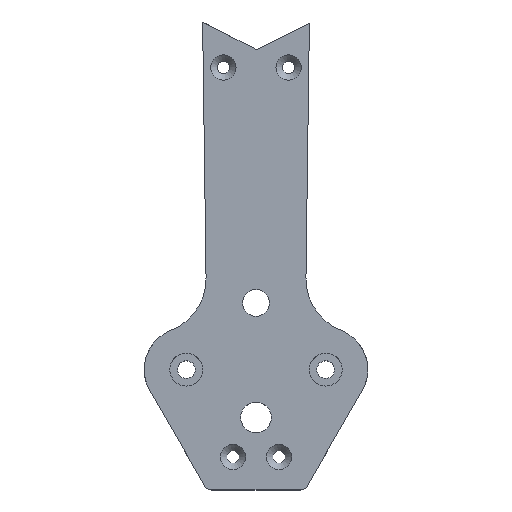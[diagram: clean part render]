
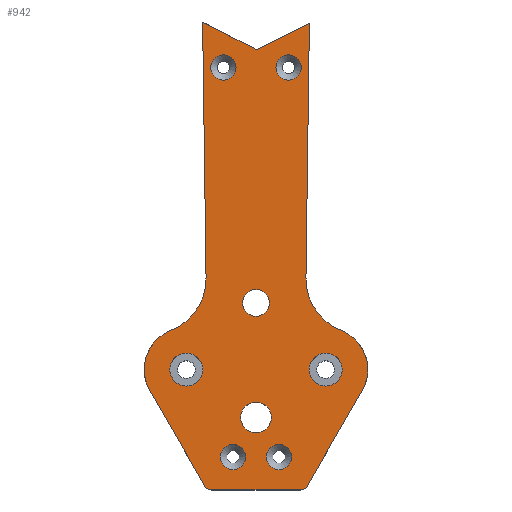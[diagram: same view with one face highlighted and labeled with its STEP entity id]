
A CAD part, top view. The second image highlights one B-rep face of the part: STEP entity #942.
In plain terms, the highlighted planar face has unit normal (0, 0, 1).
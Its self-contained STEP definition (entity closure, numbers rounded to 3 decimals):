
#35=FACE_BOUND('',#168,.T.);
#36=FACE_BOUND('',#169,.T.);
#37=FACE_BOUND('',#170,.T.);
#38=FACE_BOUND('',#171,.T.);
#39=FACE_BOUND('',#172,.T.);
#40=FACE_BOUND('',#173,.T.);
#41=FACE_BOUND('',#174,.T.);
#42=FACE_BOUND('',#175,.T.);
#61=PLANE('',#1054);
#106=FACE_OUTER_BOUND('',#167,.T.);
#167=EDGE_LOOP('',(#793,#794,#795,#796,#797,#798,#799,#800,#801,#802,#803,
#804,#805,#806));
#168=EDGE_LOOP('',(#807));
#169=EDGE_LOOP('',(#808));
#170=EDGE_LOOP('',(#809));
#171=EDGE_LOOP('',(#810));
#172=EDGE_LOOP('',(#811));
#173=EDGE_LOOP('',(#812));
#174=EDGE_LOOP('',(#813));
#175=EDGE_LOOP('',(#814));
#211=LINE('',#1466,#284);
#213=LINE('',#1472,#286);
#219=LINE('',#1482,#292);
#223=LINE('',#1496,#296);
#254=LINE('',#1615,#327);
#255=LINE('',#1617,#328);
#256=LINE('',#1618,#329);
#284=VECTOR('',#1163,1000.);
#286=VECTOR('',#1167,1000.);
#292=VECTOR('',#1175,1000.);
#296=VECTOR('',#1191,1000.);
#327=VECTOR('',#1318,1000.);
#328=VECTOR('',#1319,1000.);
#329=VECTOR('',#1320,1000.);
#341=CIRCLE('',#973,4.3);
#344=CIRCLE('',#978,4.3);
#349=CIRCLE('',#987,3.5);
#361=CIRCLE('',#1001,14.5);
#362=CIRCLE('',#1006,2.);
#363=CIRCLE('',#1012,2.);
#369=CIRCLE('',#1021,3.3);
#371=CIRCLE('',#1025,3.3);
#373=CIRCLE('',#1029,3.3);
#375=CIRCLE('',#1033,3.3);
#384=CIRCLE('',#1055,14.5);
#385=CIRCLE('',#1056,11.);
#386=CIRCLE('',#1057,11.);
#387=CIRCLE('',#1058,11.);
#388=CIRCLE('',#1059,4.);
#397=VERTEX_POINT('',#1382);
#400=VERTEX_POINT('',#1391);
#405=VERTEX_POINT('',#1408);
#423=VERTEX_POINT('',#1447);
#424=VERTEX_POINT('',#1448);
#428=VERTEX_POINT('',#1464);
#429=VERTEX_POINT('',#1468);
#431=VERTEX_POINT('',#1471);
#433=VERTEX_POINT('',#1477);
#434=VERTEX_POINT('',#1480);
#435=VERTEX_POINT('',#1484);
#438=VERTEX_POINT('',#1494);
#449=VERTEX_POINT('',#1523);
#451=VERTEX_POINT('',#1531);
#453=VERTEX_POINT('',#1539);
#455=VERTEX_POINT('',#1547);
#469=VERTEX_POINT('',#1607);
#470=VERTEX_POINT('',#1608);
#471=VERTEX_POINT('',#1610);
#472=VERTEX_POINT('',#1614);
#473=VERTEX_POINT('',#1616);
#474=VERTEX_POINT('',#1619);
#483=EDGE_CURVE('',#397,#397,#341,.T.);
#487=EDGE_CURVE('',#400,#400,#344,.T.);
#495=EDGE_CURVE('',#405,#405,#349,.T.);
#514=EDGE_CURVE('',#423,#424,#361,.T.);
#521=EDGE_CURVE('',#423,#428,#211,.T.);
#523=EDGE_CURVE('',#431,#429,#213,.T.);
#529=EDGE_CURVE('',#433,#434,#219,.T.);
#530=EDGE_CURVE('',#433,#435,#362,.T.);
#536=EDGE_CURVE('',#435,#438,#223,.T.);
#537=EDGE_CURVE('',#438,#429,#363,.T.);
#550=EDGE_CURVE('',#449,#449,#369,.T.);
#554=EDGE_CURVE('',#451,#451,#371,.T.);
#558=EDGE_CURVE('',#453,#453,#373,.T.);
#562=EDGE_CURVE('',#455,#455,#375,.T.);
#589=EDGE_CURVE('',#469,#470,#384,.T.);
#590=EDGE_CURVE('',#469,#471,#385,.T.);
#591=EDGE_CURVE('',#471,#431,#386,.T.);
#592=EDGE_CURVE('',#434,#424,#387,.T.);
#593=EDGE_CURVE('',#428,#472,#254,.T.);
#594=EDGE_CURVE('',#472,#473,#255,.T.);
#595=EDGE_CURVE('',#473,#470,#256,.T.);
#596=EDGE_CURVE('',#474,#474,#388,.T.);
#793=ORIENTED_EDGE('',*,*,#589,.F.);
#794=ORIENTED_EDGE('',*,*,#590,.T.);
#795=ORIENTED_EDGE('',*,*,#591,.T.);
#796=ORIENTED_EDGE('',*,*,#523,.T.);
#797=ORIENTED_EDGE('',*,*,#537,.F.);
#798=ORIENTED_EDGE('',*,*,#536,.F.);
#799=ORIENTED_EDGE('',*,*,#530,.F.);
#800=ORIENTED_EDGE('',*,*,#529,.T.);
#801=ORIENTED_EDGE('',*,*,#592,.T.);
#802=ORIENTED_EDGE('',*,*,#514,.F.);
#803=ORIENTED_EDGE('',*,*,#521,.T.);
#804=ORIENTED_EDGE('',*,*,#593,.T.);
#805=ORIENTED_EDGE('',*,*,#594,.T.);
#806=ORIENTED_EDGE('',*,*,#595,.T.);
#807=ORIENTED_EDGE('',*,*,#483,.T.);
#808=ORIENTED_EDGE('',*,*,#487,.T.);
#809=ORIENTED_EDGE('',*,*,#495,.T.);
#810=ORIENTED_EDGE('',*,*,#554,.F.);
#811=ORIENTED_EDGE('',*,*,#550,.F.);
#812=ORIENTED_EDGE('',*,*,#558,.F.);
#813=ORIENTED_EDGE('',*,*,#562,.F.);
#814=ORIENTED_EDGE('',*,*,#596,.T.);
#942=ADVANCED_FACE('',(#106,#35,#36,#37,#38,#39,#40,#41,#42),#61,.T.);
#973=AXIS2_PLACEMENT_3D('',#1383,#1087,#1088);
#978=AXIS2_PLACEMENT_3D('',#1392,#1098,#1099);
#987=AXIS2_PLACEMENT_3D('',#1409,#1119,#1120);
#1001=AXIS2_PLACEMENT_3D('',#1449,#1154,#1155);
#1006=AXIS2_PLACEMENT_3D('',#1485,#1178,#1179);
#1012=AXIS2_PLACEMENT_3D('',#1498,#1194,#1195);
#1021=AXIS2_PLACEMENT_3D('',#1525,#1219,#1220);
#1025=AXIS2_PLACEMENT_3D('',#1533,#1229,#1230);
#1029=AXIS2_PLACEMENT_3D('',#1541,#1239,#1240);
#1033=AXIS2_PLACEMENT_3D('',#1549,#1249,#1250);
#1054=AXIS2_PLACEMENT_3D('',#1606,#1308,#1309);
#1055=AXIS2_PLACEMENT_3D('',#1609,#1310,#1311);
#1056=AXIS2_PLACEMENT_3D('',#1611,#1312,#1313);
#1057=AXIS2_PLACEMENT_3D('',#1612,#1314,#1315);
#1058=AXIS2_PLACEMENT_3D('',#1613,#1316,#1317);
#1059=AXIS2_PLACEMENT_3D('',#1620,#1321,#1322);
#1087=DIRECTION('center_axis',(0.,0.,-1.));
#1088=DIRECTION('ref_axis',(1.,0.,0.));
#1098=DIRECTION('center_axis',(0.,0.,-1.));
#1099=DIRECTION('ref_axis',(1.,0.,0.));
#1119=DIRECTION('center_axis',(0.,0.,-1.));
#1120=DIRECTION('ref_axis',(1.,0.,0.));
#1154=DIRECTION('center_axis',(0.,0.,1.));
#1155=DIRECTION('ref_axis',(-0.83,-0.557,0.));
#1163=DIRECTION('',(0.013,1.,0.));
#1167=DIRECTION('',(0.5,-0.866,0.));
#1175=DIRECTION('',(0.5,0.866,0.));
#1178=DIRECTION('center_axis',(0.,0.,-1.));
#1179=DIRECTION('ref_axis',(0.5,-0.866,0.));
#1191=DIRECTION('',(-1.,0.,0.));
#1194=DIRECTION('center_axis',(0.,0.,-1.));
#1195=DIRECTION('ref_axis',(-0.5,-0.866,0.));
#1219=DIRECTION('center_axis',(0.,0.,1.));
#1220=DIRECTION('ref_axis',(-1.,0.,0.));
#1229=DIRECTION('center_axis',(0.,0.,1.));
#1230=DIRECTION('ref_axis',(-1.,0.,0.));
#1239=DIRECTION('center_axis',(0.,0.,1.));
#1240=DIRECTION('ref_axis',(-1.,0.,0.));
#1249=DIRECTION('center_axis',(0.,0.,1.));
#1250=DIRECTION('ref_axis',(-1.,0.,0.));
#1308=DIRECTION('center_axis',(0.,0.,1.));
#1309=DIRECTION('ref_axis',(-1.,0.,0.));
#1310=DIRECTION('center_axis',(0.,0.,1.));
#1311=DIRECTION('ref_axis',(0.83,-0.557,0.));
#1312=DIRECTION('center_axis',(0.,0.,1.));
#1313=DIRECTION('ref_axis',(1.,0.,0.));
#1314=DIRECTION('center_axis',(0.,0.,1.));
#1315=DIRECTION('ref_axis',(1.,0.,0.));
#1316=DIRECTION('center_axis',(0.,0.,1.));
#1317=DIRECTION('ref_axis',(1.,0.,0.));
#1318=DIRECTION('',(-0.898,-0.441,0.));
#1319=DIRECTION('',(-0.889,0.457,0.));
#1320=DIRECTION('',(0.013,-1.,0.));
#1321=DIRECTION('center_axis',(0.,0.,-1.));
#1322=DIRECTION('ref_axis',(-1.,0.,0.));
#1382=CARTESIAN_POINT('',(18.413,51.201,23.));
#1383=CARTESIAN_POINT('Origin',(22.713,51.201,23.));
#1391=CARTESIAN_POINT('',(-17.923,51.201,23.));
#1392=CARTESIAN_POINT('Origin',(-13.623,51.201,23.));
#1408=CARTESIAN_POINT('',(1.045,68.601,23.));
#1409=CARTESIAN_POINT('Origin',(4.545,68.601,23.));
#1447=CARTESIAN_POINT('',(17.573,75.116,23.));
#1448=CARTESIAN_POINT('',(26.75,61.433,23.));
#1449=CARTESIAN_POINT('Origin',(32.072,74.921,23.));
#1464=CARTESIAN_POINT('',(18.464,141.487,23.));
#1466=CARTESIAN_POINT('',(19.545,222.05,23.));
#1468=CARTESIAN_POINT('',(-8.759,20.799,23.));
#1471=CARTESIAN_POINT('',(-23.147,45.697,23.));
#1472=CARTESIAN_POINT('',(-7.95,19.4,23.));
#1477=CARTESIAN_POINT('',(17.849,20.799,23.));
#1480=CARTESIAN_POINT('',(32.237,45.697,23.));
#1482=CARTESIAN_POINT('',(17.04,19.4,23.));
#1484=CARTESIAN_POINT('',(16.117,19.8,23.));
#1485=CARTESIAN_POINT('Origin',(16.117,21.8,23.));
#1494=CARTESIAN_POINT('',(-7.027,19.8,23.));
#1496=CARTESIAN_POINT('',(-1.703,19.8,23.));
#1498=CARTESIAN_POINT('Origin',(-7.027,21.8,23.));
#1523=CARTESIAN_POINT('',(-0.655,130.,23.));
#1525=CARTESIAN_POINT('Origin',(-3.955,130.,23.));
#1531=CARTESIAN_POINT('',(16.345,130.,23.));
#1533=CARTESIAN_POINT('Origin',(13.045,130.,23.));
#1539=CARTESIAN_POINT('',(1.845,28.4,23.));
#1541=CARTESIAN_POINT('Origin',(-1.455,28.4,23.));
#1547=CARTESIAN_POINT('',(13.845,28.4,23.));
#1549=CARTESIAN_POINT('Origin',(10.545,28.4,23.));
#1606=CARTESIAN_POINT('Origin',(4.545,138.,23.));
#1607=CARTESIAN_POINT('',(-17.66,61.433,23.));
#1608=CARTESIAN_POINT('',(-8.483,75.116,23.));
#1609=CARTESIAN_POINT('Origin',(-22.982,74.921,23.));
#1610=CARTESIAN_POINT('',(-24.623,51.201,23.));
#1611=CARTESIAN_POINT('Origin',(-13.623,51.201,23.));
#1612=CARTESIAN_POINT('Origin',(-13.623,51.201,23.));
#1613=CARTESIAN_POINT('Origin',(22.713,51.201,23.));
#1614=CARTESIAN_POINT('',(4.596,134.676,23.));
#1615=CARTESIAN_POINT('',(5.233,134.989,23.));
#1616=CARTESIAN_POINT('',(-9.379,141.862,23.));
#1617=CARTESIAN_POINT('',(-3.09,138.629,23.));
#1618=CARTESIAN_POINT('',(-10.455,222.05,23.));
#1619=CARTESIAN_POINT('',(8.545,38.7,23.));
#1620=CARTESIAN_POINT('Origin',(4.545,38.7,23.));
